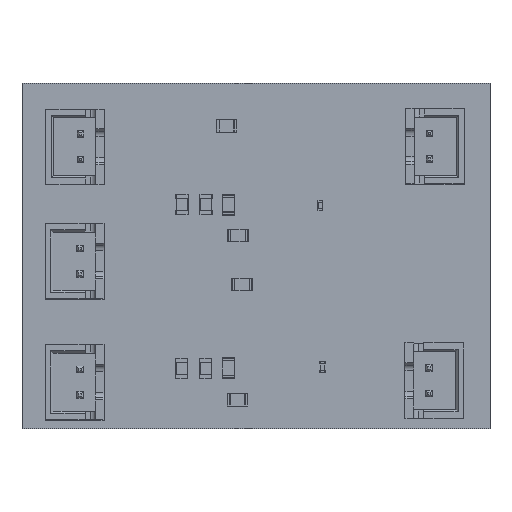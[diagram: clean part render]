
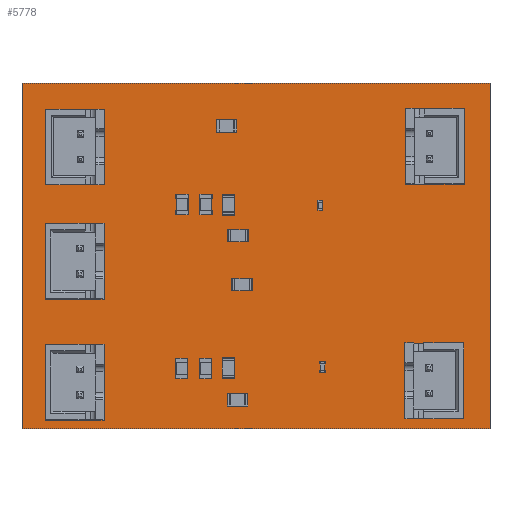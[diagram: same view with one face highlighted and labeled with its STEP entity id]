
A CAD part, top view. The second image highlights one B-rep face of the part: STEP entity #5778.
In plain terms, the highlighted planar face has unit normal (0, 0, 1).
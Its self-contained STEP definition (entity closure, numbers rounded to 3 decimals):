
#5556 = VERTEX_POINT('',#5557);
#5557 = CARTESIAN_POINT('',(22.905,-16.925,1.6));
#5563 = EDGE_CURVE('',#5556,#5564,#5566,.T.);
#5564 = VERTEX_POINT('',#5565);
#5565 = CARTESIAN_POINT('',(-22.905,-16.925,1.6));
#5566 = LINE('',#5567,#5568);
#5567 = CARTESIAN_POINT('',(22.905,-16.925,1.6));
#5568 = VECTOR('',#5569,1.);
#5569 = DIRECTION('',(-1.,0.,0.));
#5596 = VERTEX_POINT('',#5597);
#5597 = CARTESIAN_POINT('',(22.905,16.925,1.6));
#5603 = EDGE_CURVE('',#5596,#5556,#5604,.T.);
#5604 = LINE('',#5605,#5606);
#5605 = CARTESIAN_POINT('',(22.905,16.925,1.6));
#5606 = VECTOR('',#5607,1.);
#5607 = DIRECTION('',(0.,-1.,0.));
#5625 = EDGE_CURVE('',#5564,#5626,#5628,.T.);
#5626 = VERTEX_POINT('',#5627);
#5627 = CARTESIAN_POINT('',(-22.905,16.925,1.6));
#5628 = LINE('',#5629,#5630);
#5629 = CARTESIAN_POINT('',(-22.905,-16.925,1.6));
#5630 = VECTOR('',#5631,1.);
#5631 = DIRECTION('',(0.,1.,0.));
#5778 = ADVANCED_FACE('',(#5779,#5790,#5801,#5812,#5823,#5834,#5845,
    #5856,#5867,#5878,#5889),#5900,.T.);
#5779 = FACE_BOUND('',#5780,.T.);
#5780 = EDGE_LOOP('',(#5781,#5782,#5783,#5789));
#5781 = ORIENTED_EDGE('',*,*,#5563,.F.);
#5782 = ORIENTED_EDGE('',*,*,#5603,.F.);
#5783 = ORIENTED_EDGE('',*,*,#5784,.F.);
#5784 = EDGE_CURVE('',#5626,#5596,#5785,.T.);
#5785 = LINE('',#5786,#5787);
#5786 = CARTESIAN_POINT('',(-22.905,16.925,1.6));
#5787 = VECTOR('',#5788,1.);
#5788 = DIRECTION('',(1.,0.,0.));
#5789 = ORIENTED_EDGE('',*,*,#5625,.F.);
#5790 = FACE_BOUND('',#5791,.T.);
#5791 = EDGE_LOOP('',(#5792));
#5792 = ORIENTED_EDGE('',*,*,#5793,.T.);
#5793 = EDGE_CURVE('',#5794,#5794,#5796,.T.);
#5794 = VERTEX_POINT('',#5795);
#5795 = CARTESIAN_POINT('',(-17.225,-14.105,1.6));
#5796 = CIRCLE('',#5797,0.5);
#5797 = AXIS2_PLACEMENT_3D('',#5798,#5799,#5800);
#5798 = CARTESIAN_POINT('',(-17.225,-13.605,1.6));
#5799 = DIRECTION('',(-0.,0.,-1.));
#5800 = DIRECTION('',(-0.,-1.,0.));
#5801 = FACE_BOUND('',#5802,.T.);
#5802 = EDGE_LOOP('',(#5803));
#5803 = ORIENTED_EDGE('',*,*,#5804,.T.);
#5804 = EDGE_CURVE('',#5805,#5805,#5807,.T.);
#5805 = VERTEX_POINT('',#5806);
#5806 = CARTESIAN_POINT('',(-17.225,-11.605,1.6));
#5807 = CIRCLE('',#5808,0.5);
#5808 = AXIS2_PLACEMENT_3D('',#5809,#5810,#5811);
#5809 = CARTESIAN_POINT('',(-17.225,-11.105,1.6));
#5810 = DIRECTION('',(-0.,0.,-1.));
#5811 = DIRECTION('',(-0.,-1.,0.));
#5812 = FACE_BOUND('',#5813,.T.);
#5813 = EDGE_LOOP('',(#5814));
#5814 = ORIENTED_EDGE('',*,*,#5815,.T.);
#5815 = EDGE_CURVE('',#5816,#5816,#5818,.T.);
#5816 = VERTEX_POINT('',#5817);
#5817 = CARTESIAN_POINT('',(-17.225,-2.265,1.6));
#5818 = CIRCLE('',#5819,0.5);
#5819 = AXIS2_PLACEMENT_3D('',#5820,#5821,#5822);
#5820 = CARTESIAN_POINT('',(-17.225,-1.765,1.6));
#5821 = DIRECTION('',(-0.,0.,-1.));
#5822 = DIRECTION('',(-0.,-1.,0.));
#5823 = FACE_BOUND('',#5824,.T.);
#5824 = EDGE_LOOP('',(#5825));
#5825 = ORIENTED_EDGE('',*,*,#5826,.T.);
#5826 = EDGE_CURVE('',#5827,#5827,#5829,.T.);
#5827 = VERTEX_POINT('',#5828);
#5828 = CARTESIAN_POINT('',(16.925,-13.975,1.6));
#5829 = CIRCLE('',#5830,0.5);
#5830 = AXIS2_PLACEMENT_3D('',#5831,#5832,#5833);
#5831 = CARTESIAN_POINT('',(16.925,-13.475,1.6));
#5832 = DIRECTION('',(-0.,0.,-1.));
#5833 = DIRECTION('',(-0.,-1.,0.));
#5834 = FACE_BOUND('',#5835,.T.);
#5835 = EDGE_LOOP('',(#5836));
#5836 = ORIENTED_EDGE('',*,*,#5837,.T.);
#5837 = EDGE_CURVE('',#5838,#5838,#5840,.T.);
#5838 = VERTEX_POINT('',#5839);
#5839 = CARTESIAN_POINT('',(16.925,-11.475,1.6));
#5840 = CIRCLE('',#5841,0.5);
#5841 = AXIS2_PLACEMENT_3D('',#5842,#5843,#5844);
#5842 = CARTESIAN_POINT('',(16.925,-10.975,1.6));
#5843 = DIRECTION('',(-0.,0.,-1.));
#5844 = DIRECTION('',(-0.,-1.,0.));
#5845 = FACE_BOUND('',#5846,.T.);
#5846 = EDGE_LOOP('',(#5847));
#5847 = ORIENTED_EDGE('',*,*,#5848,.T.);
#5848 = EDGE_CURVE('',#5849,#5849,#5851,.T.);
#5849 = VERTEX_POINT('',#5850);
#5850 = CARTESIAN_POINT('',(-17.225,0.235,1.6));
#5851 = CIRCLE('',#5852,0.5);
#5852 = AXIS2_PLACEMENT_3D('',#5853,#5854,#5855);
#5853 = CARTESIAN_POINT('',(-17.225,0.735,1.6));
#5854 = DIRECTION('',(-0.,0.,-1.));
#5855 = DIRECTION('',(-0.,-1.,0.));
#5856 = FACE_BOUND('',#5857,.T.);
#5857 = EDGE_LOOP('',(#5858));
#5858 = ORIENTED_EDGE('',*,*,#5859,.T.);
#5859 = EDGE_CURVE('',#5860,#5860,#5862,.T.);
#5860 = VERTEX_POINT('',#5861);
#5861 = CARTESIAN_POINT('',(-17.185,8.925,1.6));
#5862 = CIRCLE('',#5863,0.5);
#5863 = AXIS2_PLACEMENT_3D('',#5864,#5865,#5866);
#5864 = CARTESIAN_POINT('',(-17.185,9.425,1.6));
#5865 = DIRECTION('',(-0.,0.,-1.));
#5866 = DIRECTION('',(-0.,-1.,0.));
#5867 = FACE_BOUND('',#5868,.T.);
#5868 = EDGE_LOOP('',(#5869));
#5869 = ORIENTED_EDGE('',*,*,#5870,.T.);
#5870 = EDGE_CURVE('',#5871,#5871,#5873,.T.);
#5871 = VERTEX_POINT('',#5872);
#5872 = CARTESIAN_POINT('',(-17.185,11.425,1.6));
#5873 = CIRCLE('',#5874,0.5);
#5874 = AXIS2_PLACEMENT_3D('',#5875,#5876,#5877);
#5875 = CARTESIAN_POINT('',(-17.185,11.925,1.6));
#5876 = DIRECTION('',(-0.,0.,-1.));
#5877 = DIRECTION('',(-0.,-1.,0.));
#5878 = FACE_BOUND('',#5879,.T.);
#5879 = EDGE_LOOP('',(#5880));
#5880 = ORIENTED_EDGE('',*,*,#5881,.T.);
#5881 = EDGE_CURVE('',#5882,#5882,#5884,.T.);
#5882 = VERTEX_POINT('',#5883);
#5883 = CARTESIAN_POINT('',(16.985,8.985,1.6));
#5884 = CIRCLE('',#5885,0.5);
#5885 = AXIS2_PLACEMENT_3D('',#5886,#5887,#5888);
#5886 = CARTESIAN_POINT('',(16.985,9.485,1.6));
#5887 = DIRECTION('',(-0.,0.,-1.));
#5888 = DIRECTION('',(-0.,-1.,0.));
#5889 = FACE_BOUND('',#5890,.T.);
#5890 = EDGE_LOOP('',(#5891));
#5891 = ORIENTED_EDGE('',*,*,#5892,.T.);
#5892 = EDGE_CURVE('',#5893,#5893,#5895,.T.);
#5893 = VERTEX_POINT('',#5894);
#5894 = CARTESIAN_POINT('',(16.985,11.485,1.6));
#5895 = CIRCLE('',#5896,0.5);
#5896 = AXIS2_PLACEMENT_3D('',#5897,#5898,#5899);
#5897 = CARTESIAN_POINT('',(16.985,11.985,1.6));
#5898 = DIRECTION('',(-0.,0.,-1.));
#5899 = DIRECTION('',(-0.,-1.,0.));
#5900 = PLANE('',#5901);
#5901 = AXIS2_PLACEMENT_3D('',#5902,#5903,#5904);
#5902 = CARTESIAN_POINT('',(0.,0.,1.6));
#5903 = DIRECTION('',(0.,0.,1.));
#5904 = DIRECTION('',(1.,0.,-0.));
